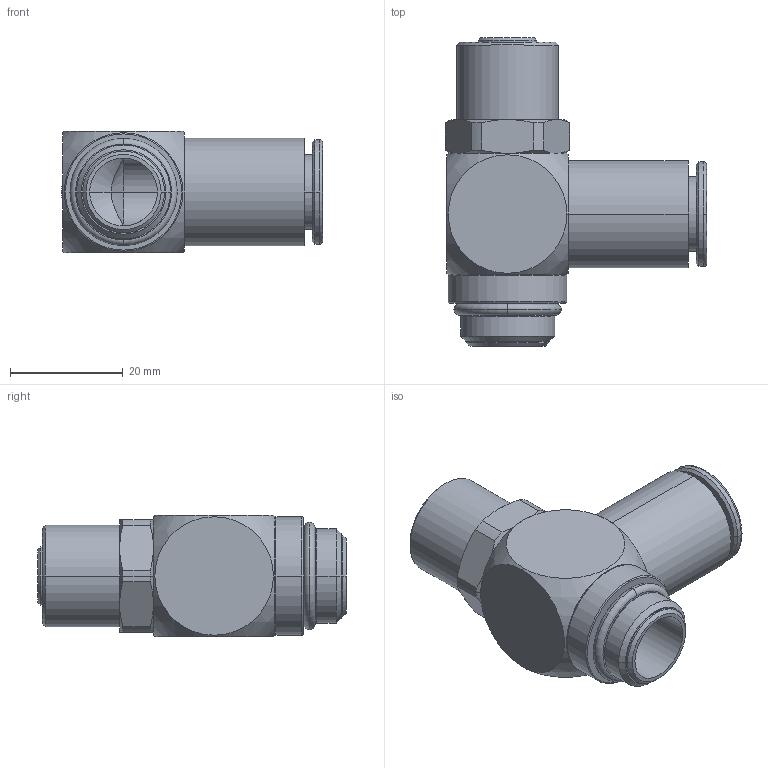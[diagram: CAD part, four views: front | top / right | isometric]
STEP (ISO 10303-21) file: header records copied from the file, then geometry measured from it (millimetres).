
FILE_DESCRIPTION(('STEP AP214'),'1');
FILE_NAME('7130_12_17.stp','2016-07-07T14:53:15',('TraceParts'),('TraceParts S.A.'),'Spatial InterOp 3D',' ',' ');
FILE_SCHEMA(('automotive_design'));
Length unit declared in the file: millimetre
Products named in the file (1): 1
Bounding box: 46.25 x 54.65 x 21.5 mm (x, y, z)
Volume: 18796.1 mm3; surface area: 8202.9 mm2
Topology: 1 solids, 1 shells, 100 faces, 234 edges, 147 vertices
Faces by surface type: cone 32, cylinder 30, plane 23, torus 13, sphere 2
Entity records: 2993 total; most frequent: CARTESIAN_POINT 626, DIRECTION 560, ORIENTED_EDGE 464, AXIS2_PLACEMENT_3D 253, EDGE_CURVE 232, CIRCLE 150, VERTEX_POINT 147, EDGE_LOOP 115
